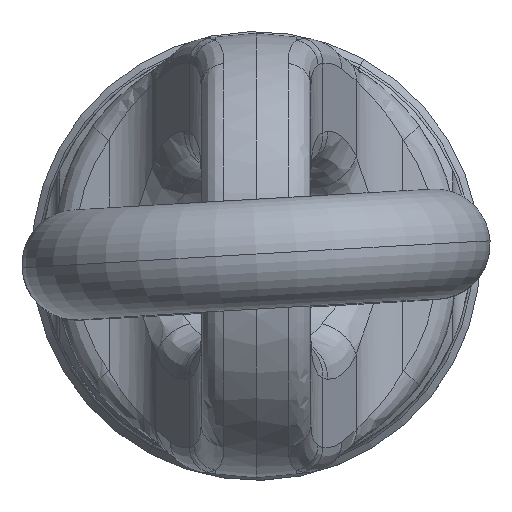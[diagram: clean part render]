
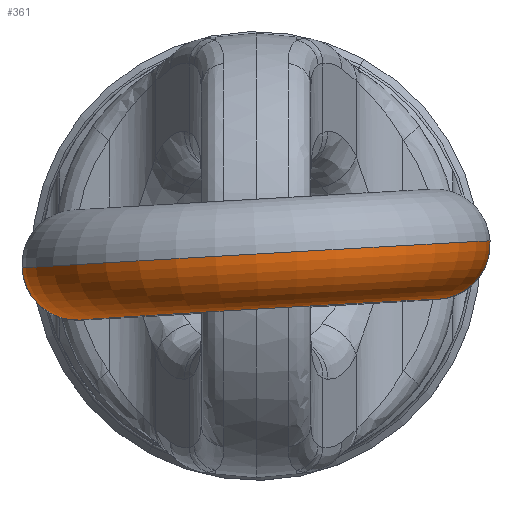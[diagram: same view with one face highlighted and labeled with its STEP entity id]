
A CAD part, top view. The second image highlights one B-rep face of the part: STEP entity #361.
In plain terms, the highlighted toroidal (fillet/blend) face has major radius 36 mm and minor radius 11 mm.
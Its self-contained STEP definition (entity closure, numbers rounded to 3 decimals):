
#139=CARTESIAN_POINT('Vertex',(36.576,-8.897,104.811)) ;
#212=CARTESIAN_POINT('Vertex',(-35.303,-13.066,104.811)) ;
#258=CARTESIAN_POINT('Vertex',(46.921,2.721,104.811)) ;
#261=CARTESIAN_POINT('Axis2P3D Location',(35.94,2.084,104.811)) ;
#275=CARTESIAN_POINT('Axis2P3D Location',(0.,0.,104.811)) ;
#285=CARTESIAN_POINT('Axis2P3D Location',(0.637,-10.982,104.811)) ;
#319=CARTESIAN_POINT('Axis2P3D Location',(-35.94,-2.084,104.811)) ;
#323=CARTESIAN_POINT('Vertex',(-46.921,-2.721,104.811)) ;
#343=CARTESIAN_POINT('Axis2P3D Location',(0.,0.,104.811)) ;
#262=DIRECTION('Axis2P3D Direction',(0.,0.,1.)) ;
#276=DIRECTION('Axis2P3D Direction',(-0.058,0.998,0.)) ;
#277=DIRECTION('Axis2P3D XDirection',(-0.998,-0.058,0.)) ;
#286=DIRECTION('Axis2P3D Direction',(-0.058,0.998,0.)) ;
#320=DIRECTION('Axis2P3D Direction',(0.,0.,-1.)) ;
#344=DIRECTION('Axis2P3D Direction',(-0.058,0.998,0.)) ;
#263=AXIS2_PLACEMENT_3D('Circle Axis2P3D',#261,#262,$) ;
#278=AXIS2_PLACEMENT_3D('Torus Axis2P3D',#275,#276,#277) ;
#287=AXIS2_PLACEMENT_3D('Circle Axis2P3D',#285,#286,$) ;
#321=AXIS2_PLACEMENT_3D('Circle Axis2P3D',#319,#320,$) ;
#345=AXIS2_PLACEMENT_3D('Circle Axis2P3D',#343,#344,$) ;
#356=ORIENTED_EDGE('',*,*,#347,.F.) ;
#357=ORIENTED_EDGE('',*,*,#325,.F.) ;
#358=ORIENTED_EDGE('',*,*,#289,.T.) ;
#359=ORIENTED_EDGE('',*,*,#265,.T.) ;
#361=ADVANCED_FACE('Part3.1\\\X2\51434EF6672C9AD4\X0\.1',(#360),#279,.T.) ;
#264=CIRCLE('generated circle',#263,11.) ;
#288=CIRCLE('generated circle',#287,36.) ;
#322=CIRCLE('generated circle',#321,11.) ;
#346=CIRCLE('generated circle',#345,47.) ;
#279=TOROIDAL_SURFACE('homeo Torus',#278,36.,11.) ;
#265=EDGE_CURVE('',#140,#259,#264,.T.) ;
#289=EDGE_CURVE('',#213,#140,#288,.T.) ;
#325=EDGE_CURVE('',#213,#324,#322,.T.) ;
#347=EDGE_CURVE('',#324,#259,#346,.T.) ;
#355=EDGE_LOOP('',(#356,#357,#358,#359)) ;
#360=FACE_OUTER_BOUND('',#355,.T.) ;
#140=VERTEX_POINT('',#139) ;
#213=VERTEX_POINT('',#212) ;
#259=VERTEX_POINT('',#258) ;
#324=VERTEX_POINT('',#323) ;
